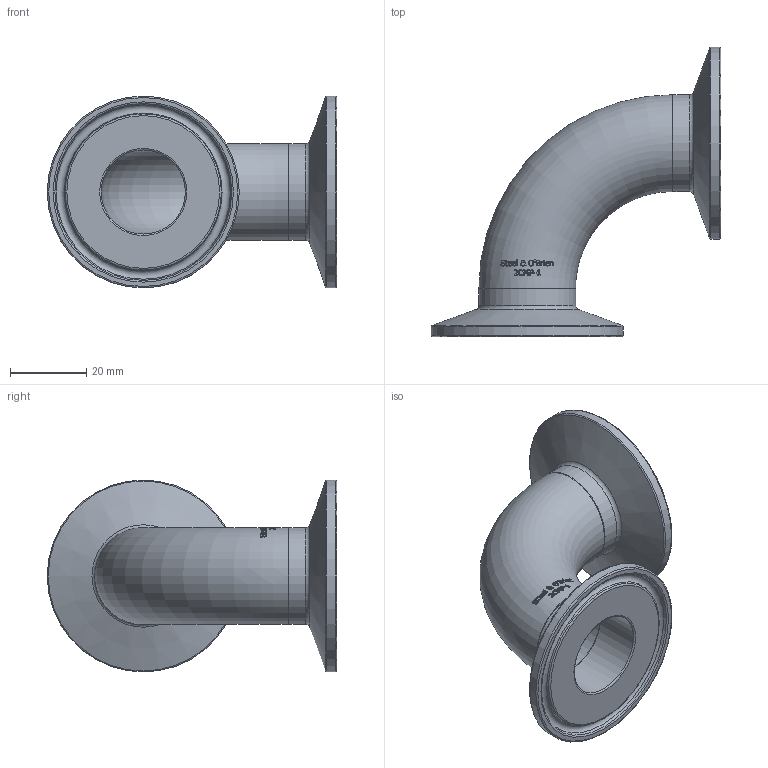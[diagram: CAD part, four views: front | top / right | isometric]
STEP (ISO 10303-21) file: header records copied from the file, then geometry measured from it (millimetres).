
FILE_DESCRIPTION(/* description */ (''),/* implementation_level */ '2;1');
FILE_NAME(/* name */ '2CMP-1.stp',/* time_stamp */ '2019-01-08T16:51:42-05:00',/* author */ ('rick'),/* organization */ (''),/* preprocessor_version */ 'ST-DEVELOPER v15.2',/* originating_system */ 'Autodesk Inventor 2014',/* authorisation */ '');
FILE_SCHEMA (('AUTOMOTIVE_DESIGN { 1 0 10303 214 3 1 1 }'));
Length unit declared in the file: inch
Products named in the file (1): 2CMP-1
Bounding box: 76 x 76 x 50.39 mm (x, y, z)
Volume: 24043.7 mm3; surface area: 19212.7 mm2
Topology: 1 solids, 1 shells, 349 faces, 912 edges, 600 vertices
Faces by surface type: bspline 155, plane 133, torus 49, cylinder 6, cone 6
Full cylindrical faces by diameter (mm): 22.098 x2, 25.4 x2, 50.394 x2
Entity records: 13470 total; most frequent: CARTESIAN_POINT 6460, ORIENTED_EDGE 1760, EDGE_CURVE 880, DIRECTION 750, VERTEX_POINT 600, B_SPLINE_CURVE_WITH_KNOTS 560, EDGE_LOOP 418, ADVANCED_FACE 349
